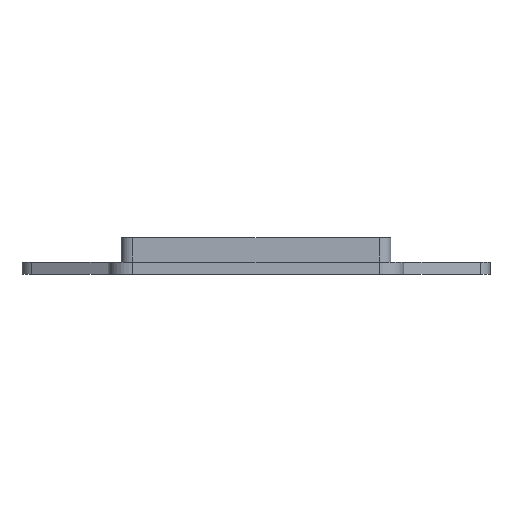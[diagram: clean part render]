
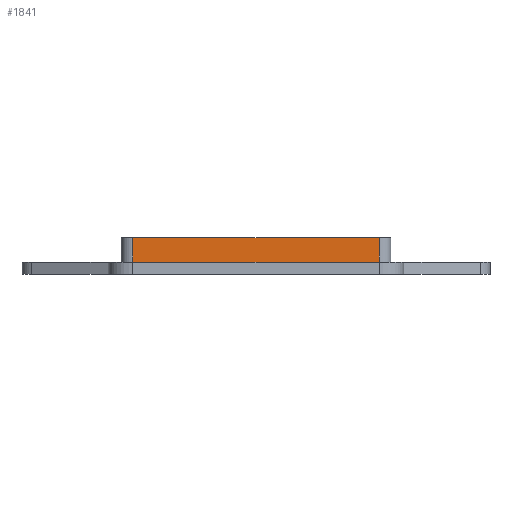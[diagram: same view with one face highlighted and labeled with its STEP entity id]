
A CAD part, left-side view. The second image highlights one B-rep face of the part: STEP entity #1841.
In plain terms, the highlighted planar face has unit normal (-1, 0, 0).
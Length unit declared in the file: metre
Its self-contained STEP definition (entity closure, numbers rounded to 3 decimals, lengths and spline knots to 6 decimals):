
#161=LINE('',#2858,#349);
#177=LINE('',#2897,#365);
#178=LINE('',#2899,#366);
#179=LINE('',#2901,#367);
#349=VECTOR('',#2269,1.);
#365=VECTOR('',#2303,1.);
#366=VECTOR('',#2306,1.);
#367=VECTOR('',#2307,1.);
#658=ORIENTED_EDGE('',*,*,#1144,.T.);
#659=ORIENTED_EDGE('',*,*,#1166,.F.);
#660=ORIENTED_EDGE('',*,*,#1167,.F.);
#661=ORIENTED_EDGE('',*,*,#1168,.T.);
#1144=EDGE_CURVE('',#1408,#1407,#161,.T.);
#1166=EDGE_CURVE('',#1421,#1407,#177,.T.);
#1167=EDGE_CURVE('',#1422,#1421,#178,.T.);
#1168=EDGE_CURVE('',#1422,#1408,#179,.T.);
#1407=VERTEX_POINT('',#2857);
#1408=VERTEX_POINT('',#2859);
#1421=VERTEX_POINT('',#2896);
#1422=VERTEX_POINT('',#2900);
#1580=EDGE_LOOP('',(#658,#659,#660,#661));
#1688=FACE_BOUND('',#1580,.T.);
#1785=PLANE('',#1992);
#1841=ADVANCED_FACE('',(#1688),#1785,.F.);
#1992=AXIS2_PLACEMENT_3D('',#2898,#2304,#2305);
#2269=DIRECTION('',(0.,-1.,0.));
#2303=DIRECTION('',(0.,0.,-1.));
#2304=DIRECTION('',(1.,0.,0.));
#2305=DIRECTION('',(0.,1.,0.));
#2306=DIRECTION('',(0.,-1.,0.));
#2307=DIRECTION('',(0.,0.,-1.));
#2857=CARTESIAN_POINT('',(-0.00358,-0.02818,-0.008366));
#2858=CARTESIAN_POINT('',(-0.00358,-0.00818,-0.008366));
#2859=CARTESIAN_POINT('',(-0.00358,0.01182,-0.008366));
#2896=CARTESIAN_POINT('',(-0.00358,-0.02818,-0.004366));
#2897=CARTESIAN_POINT('',(-0.00358,-0.02818,-0.004366));
#2898=CARTESIAN_POINT('',(-0.00358,-0.00818,-0.004366));
#2899=CARTESIAN_POINT('',(-0.00358,-0.00818,-0.004366));
#2900=CARTESIAN_POINT('',(-0.00358,0.01182,-0.004366));
#2901=CARTESIAN_POINT('',(-0.00358,0.01182,-0.004366));
